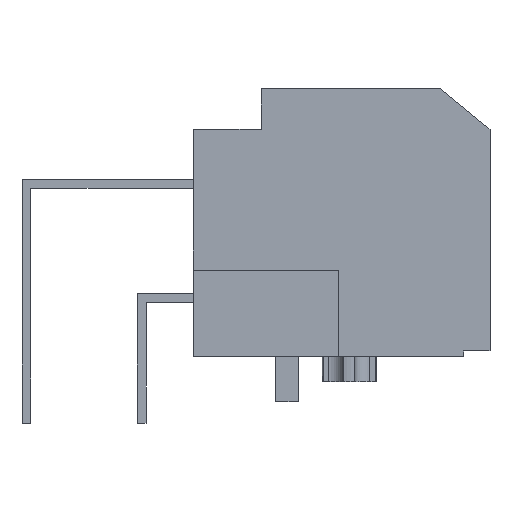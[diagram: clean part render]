
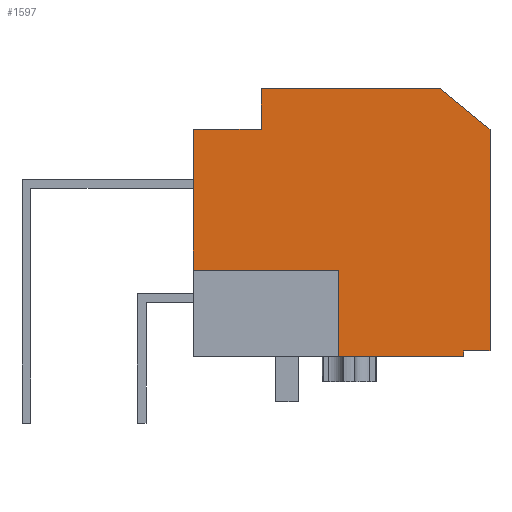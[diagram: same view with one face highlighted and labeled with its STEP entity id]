
A CAD part, left-side view. The second image highlights one B-rep face of the part: STEP entity #1597.
In plain terms, the highlighted planar face has unit normal (-1, 0, 0).
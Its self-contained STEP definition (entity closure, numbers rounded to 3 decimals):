
#21=DIRECTION('',(0.,0.,-1.));
#22=VECTOR('',#21,8.005);
#23=CARTESIAN_POINT('',(-3.98,16.86,12.9));
#24=LINE('',#23,#22);
#25=DIRECTION('',(0.,1.,0.));
#26=VECTOR('',#25,3.86);
#27=CARTESIAN_POINT('',(-3.98,13.,12.9));
#28=LINE('',#27,#26);
#29=DIRECTION('',(0.,0.,-1.));
#30=VECTOR('',#29,2.3);
#31=CARTESIAN_POINT('',(-3.98,13.,15.2));
#32=LINE('',#31,#30);
#33=DIRECTION('',(0.,1.,0.));
#34=VECTOR('',#33,10.2);
#35=CARTESIAN_POINT('',(-3.98,2.8,15.2));
#36=LINE('',#35,#34);
#37=DIRECTION('',(0.,0.773,0.635));
#38=VECTOR('',#37,3.624);
#39=CARTESIAN_POINT('',(-3.98,0.,12.9));
#40=LINE('',#39,#38);
#41=DIRECTION('',(0.,-1.,0.));
#42=VECTOR('',#41,1.5);
#43=CARTESIAN_POINT('',(-3.98,1.5,0.3));
#44=LINE('',#43,#42);
#45=DIRECTION('',(0.,0.,1.));
#46=VECTOR('',#45,0.3);
#47=CARTESIAN_POINT('',(-3.98,1.5,0.));
#48=LINE('',#47,#46);
#49=DIRECTION('',(0.,-1.,0.));
#50=VECTOR('',#49,7.1);
#51=CARTESIAN_POINT('',(-3.98,8.6,0.));
#52=LINE('',#51,#50);
#57=DIRECTION('',(0.,0.,1.));
#58=VECTOR('',#57,4.895);
#59=CARTESIAN_POINT('',(-3.98,8.6,0.));
#60=LINE('',#59,#58);
#73=DIRECTION('',(0.,1.,0.));
#74=VECTOR('',#73,8.26);
#75=CARTESIAN_POINT('',(-3.98,8.6,4.895));
#76=LINE('',#75,#74);
#289=DIRECTION('',(0.,0.,-1.));
#290=VECTOR('',#289,12.6);
#291=CARTESIAN_POINT('',(-3.98,0.,12.9));
#292=LINE('',#291,#290);
#1166=CARTESIAN_POINT('',(-3.98,8.6,0.));
#1167=CARTESIAN_POINT('',(-3.98,1.5,0.));
#1168=VERTEX_POINT('',#1166);
#1169=VERTEX_POINT('',#1167);
#1206=CARTESIAN_POINT('',(-3.98,8.6,4.895));
#1207=VERTEX_POINT('',#1206);
#1208=CARTESIAN_POINT('',(-3.98,1.5,0.3));
#1209=VERTEX_POINT('',#1208);
#1210=CARTESIAN_POINT('',(-3.98,0.,0.3));
#1211=VERTEX_POINT('',#1210);
#1212=CARTESIAN_POINT('',(-3.98,0.,12.9));
#1213=VERTEX_POINT('',#1212);
#1214=CARTESIAN_POINT('',(-3.98,2.8,15.2));
#1215=VERTEX_POINT('',#1214);
#1216=CARTESIAN_POINT('',(-3.98,13.,15.2));
#1217=VERTEX_POINT('',#1216);
#1218=CARTESIAN_POINT('',(-3.98,13.,12.9));
#1219=VERTEX_POINT('',#1218);
#1220=CARTESIAN_POINT('',(-3.98,16.86,12.9));
#1221=VERTEX_POINT('',#1220);
#1222=CARTESIAN_POINT('',(-3.98,16.86,4.895));
#1223=VERTEX_POINT('',#1222);
#1569=CARTESIAN_POINT('',(-3.98,0.,0.));
#1570=DIRECTION('',(1.,0.,0.));
#1571=DIRECTION('',(0.,0.,-1.));
#1572=AXIS2_PLACEMENT_3D('',#1569,#1570,#1571);
#1573=PLANE('',#1572);
#1575=ORIENTED_EDGE('',*,*,#1574,.T.);
#1577=ORIENTED_EDGE('',*,*,#1576,.T.);
#1579=ORIENTED_EDGE('',*,*,#1578,.F.);
#1581=ORIENTED_EDGE('',*,*,#1580,.F.);
#1583=ORIENTED_EDGE('',*,*,#1582,.F.);
#1585=ORIENTED_EDGE('',*,*,#1584,.F.);
#1587=ORIENTED_EDGE('',*,*,#1586,.F.);
#1589=ORIENTED_EDGE('',*,*,#1588,.T.);
#1591=ORIENTED_EDGE('',*,*,#1590,.F.);
#1593=ORIENTED_EDGE('',*,*,#1592,.F.);
#1594=ORIENTED_EDGE('',*,*,#1544,.F.);
#1595=EDGE_LOOP('',(#1575,#1577,#1579,#1581,#1583,#1585,#1587,#1589,#1591,#1593,
#1594));
#1596=FACE_OUTER_BOUND('',#1595,.F.);
#1597=ADVANCED_FACE('',(#1596),#1573,.F.);
#1544=EDGE_CURVE('',#1168,#1169,#52,.T.);
#1574=EDGE_CURVE('',#1168,#1207,#60,.T.);
#1576=EDGE_CURVE('',#1207,#1223,#76,.T.);
#1578=EDGE_CURVE('',#1221,#1223,#24,.T.);
#1580=EDGE_CURVE('',#1219,#1221,#28,.T.);
#1582=EDGE_CURVE('',#1217,#1219,#32,.T.);
#1584=EDGE_CURVE('',#1215,#1217,#36,.T.);
#1586=EDGE_CURVE('',#1213,#1215,#40,.T.);
#1588=EDGE_CURVE('',#1213,#1211,#292,.T.);
#1590=EDGE_CURVE('',#1209,#1211,#44,.T.);
#1592=EDGE_CURVE('',#1169,#1209,#48,.T.);
